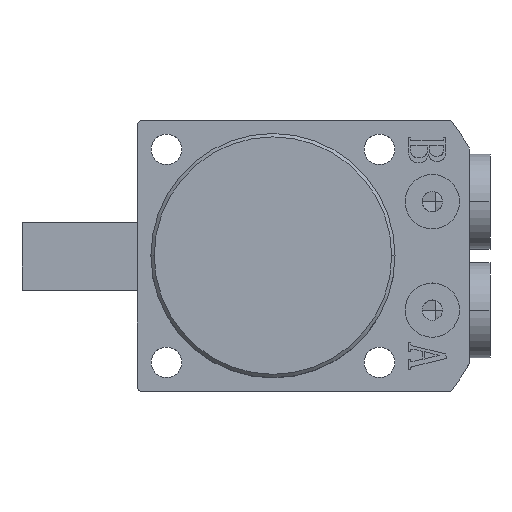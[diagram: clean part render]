
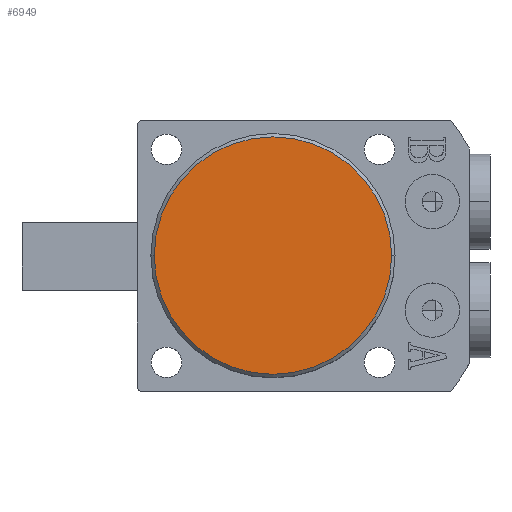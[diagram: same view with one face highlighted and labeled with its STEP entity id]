
A CAD part, top view. The second image highlights one B-rep face of the part: STEP entity #6949.
In plain terms, the highlighted planar face has unit normal (0, 0, 1).
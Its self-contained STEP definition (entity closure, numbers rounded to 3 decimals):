
#133 = CARTESIAN_POINT ( 'NONE',  ( -17.5, 0., 48. ) ) ;
#916 = EDGE_LOOP ( 'NONE', ( #4006, #4011 ) ) ;
#1612 = VERTEX_POINT ( 'NONE', #8156 ) ;
#1623 = VERTEX_POINT ( 'NONE', #133 ) ;
#2011 = FACE_OUTER_BOUND ( 'NONE', #916, .T. ) ;
#2281 = AXIS2_PLACEMENT_3D ( 'NONE', #8452, #8456, #8457 ) ;
#2980 = AXIS2_PLACEMENT_3D ( 'NONE', #6606, #6607, #6608 ) ;
#3101 = AXIS2_PLACEMENT_3D ( 'NONE', #8900, #8901, #8902 ) ;
#4006 = ORIENTED_EDGE ( 'NONE', *, *, #5937, .T. ) ;
#4011 = ORIENTED_EDGE ( 'NONE', *, *, #5637, .T. ) ;
#4699 = CIRCLE ( 'NONE', #2980, 17.5 ) ;
#5131 = CIRCLE ( 'NONE', #3101, 17.5 ) ;
#5637 = EDGE_CURVE ( 'NONE', #1612, #1623, #4699, .T. ) ;
#5937 = EDGE_CURVE ( 'NONE', #1623, #1612, #5131, .T. ) ;
#6606 = CARTESIAN_POINT ( 'NONE',  ( 0., 0., 48. ) ) ;
#6607 = DIRECTION ( 'NONE',  ( 0., 0., 1. ) ) ;
#6608 = DIRECTION ( 'NONE',  ( 1., 0., 0. ) ) ;
#6949 = ADVANCED_FACE ( 'NONE', ( #2011 ), #8454, .T. ) ;
#8156 = CARTESIAN_POINT ( 'NONE',  ( 17.5, 0., 48. ) ) ;
#8452 = CARTESIAN_POINT ( 'NONE',  ( 0., 0., 48. ) ) ;
#8454 = PLANE ( 'NONE',  #2281 ) ;
#8456 = DIRECTION ( 'NONE',  ( 0., 0., 1. ) ) ;
#8457 = DIRECTION ( 'NONE',  ( 1., 0., 0. ) ) ;
#8900 = CARTESIAN_POINT ( 'NONE',  ( 0., 0., 48. ) ) ;
#8901 = DIRECTION ( 'NONE',  ( 0., 0., 1. ) ) ;
#8902 = DIRECTION ( 'NONE',  ( 1., 0., 0. ) ) ;
